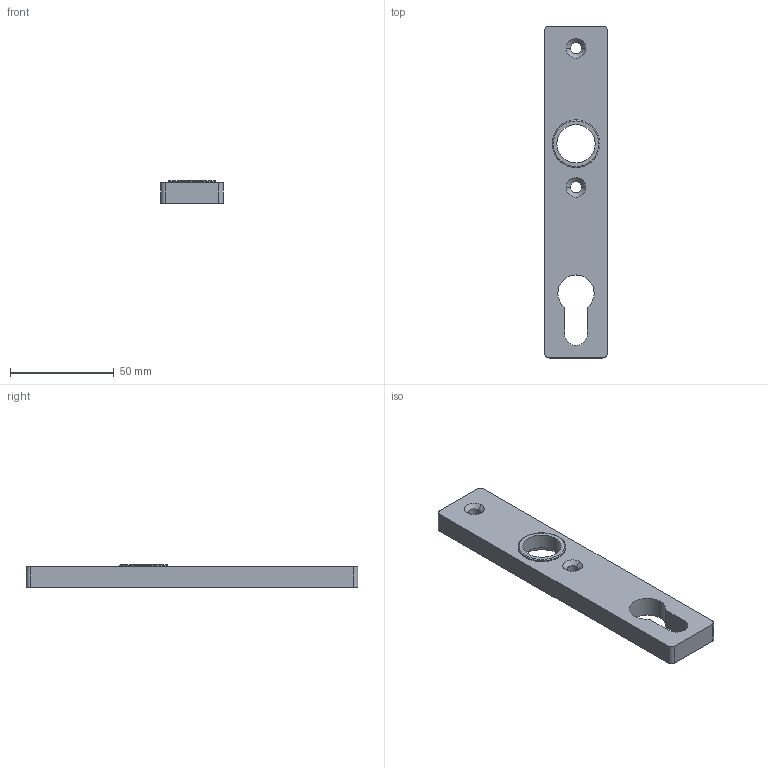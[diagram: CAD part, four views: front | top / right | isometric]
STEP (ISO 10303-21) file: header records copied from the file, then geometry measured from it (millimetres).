
FILE_DESCRIPTION (( 'STEP AP203' ), '1' );
FILE_NAME ('16022-AMF.step', '2020-10-07T07:46:30', ( '' ), ( '' ), 'SwSTEP 2.0', 'SolidWorks 2018', '' );
FILE_SCHEMA (( 'CONFIG_CONTROL_DESIGN' ));
Length unit declared in the file: millimetre
Products named in the file (5): AMF Schliessblech Konfig Teil1; 16022-AMF; AMF Schliessblech Konfig Teil2_15552 Teil2; AMF Schliessblech Konfig Teil1_16022-AMF Teil1; AMF Schliessblech Konfig Teil2
Assembly tree (2 placements, depth 2):
  AMF Schliessblech Konfig Teil1
  16022-AMF
    AMF Schliessblech Konfig Teil1_16022-AMF Teil1
    AMF Schliessblech Konfig Teil2_15552 Teil2
  AMF Schliessblech Konfig Teil2
Bounding box: 30 x 160 x 11 mm (x, y, z)
Volume: 39638.6 mm3; surface area: 14894.2 mm2
Topology: 2 solids, 2 shells, 254 faces, 669 edges, 444 vertices
Faces by surface type: plane 148, bspline 78, cylinder 22, cone 4, torus 2
Entity records: 12454 total; most frequent: CARTESIAN_POINT 6179, ORIENTED_EDGE 1338, DIRECTION 929, EDGE_CURVE 669, VECTOR 461, LINE 461, VERTEX_POINT 444, EDGE_LOOP 289
